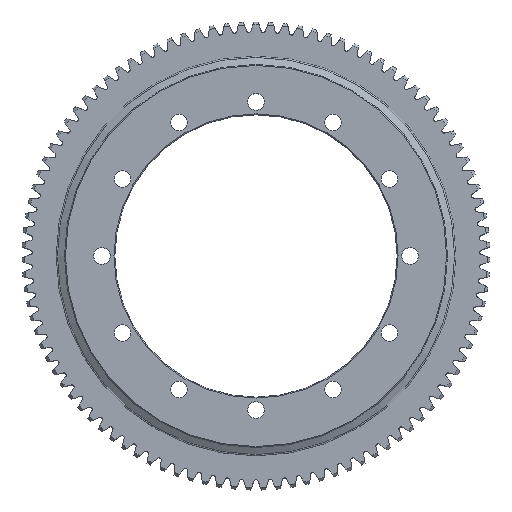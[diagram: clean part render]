
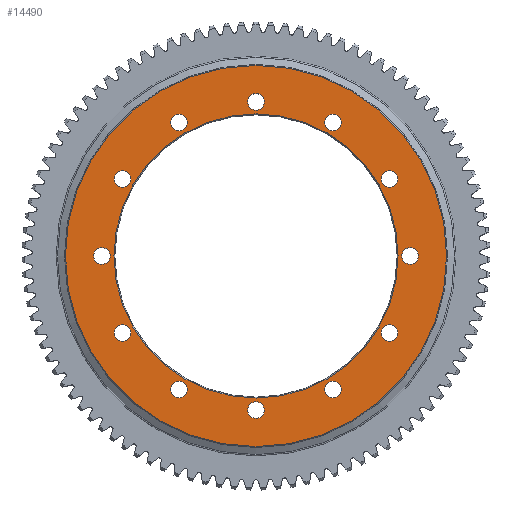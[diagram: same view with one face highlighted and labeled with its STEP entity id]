
A CAD part, top view. The second image highlights one B-rep face of the part: STEP entity #14490.
In plain terms, the highlighted planar face has unit normal (0, 0, 1).
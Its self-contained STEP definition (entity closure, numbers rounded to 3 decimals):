
#12 = DIRECTION ( 'NONE',  ( -1., 0., 0. ) ) ;
#308 = DIRECTION ( 'NONE',  ( -1., 0., 0. ) ) ;
#907 = DIRECTION ( 'NONE',  ( -1., 0., 0. ) ) ;
#969 = CIRCLE ( 'NONE', #31465, 205.25 ) ;
#1013 = EDGE_CURVE ( 'NONE', #37226, #37226, #969, .T. ) ;
#1029 = EDGE_LOOP ( 'NONE', ( #18998 ) ) ;
#1255 = FACE_BOUND ( 'NONE', #9754, .T. ) ;
#2143 = VERTEX_POINT ( 'NONE', #4170 ) ;
#2190 = VERTEX_POINT ( 'NONE', #4571 ) ;
#2210 = FACE_BOUND ( 'NONE', #20252, .T. ) ;
#2312 = DIRECTION ( 'NONE',  ( -1., 0., 0. ) ) ;
#2517 = EDGE_LOOP ( 'NONE', ( #34321 ) ) ;
#2524 = CARTESIAN_POINT ( 'NONE',  ( -152.76, 83., 28. ) ) ;
#2846 = CARTESIAN_POINT ( 'NONE',  ( 143.76, -83., 28. ) ) ;
#3358 = ORIENTED_EDGE ( 'NONE', *, *, #39147, .T. ) ;
#3410 = AXIS2_PLACEMENT_3D ( 'NONE', #4398, #29039, #13498 ) ;
#3540 = AXIS2_PLACEMENT_3D ( 'NONE', #4376, #4235, #29154 ) ;
#3627 = CARTESIAN_POINT ( 'NONE',  ( -166., 0., 28. ) ) ;
#3678 = CIRCLE ( 'NONE', #3410, 9. ) ;
#3922 = ORIENTED_EDGE ( 'NONE', *, *, #14851, .T. ) ;
#3991 = EDGE_CURVE ( 'NONE', #32873, #32873, #10997, .T. ) ;
#4170 = CARTESIAN_POINT ( 'NONE',  ( -9., 166., 28. ) ) ;
#4235 = DIRECTION ( 'NONE',  ( 0., 0., -1. ) ) ;
#4321 = EDGE_CURVE ( 'NONE', #12409, #12409, #5620, .T. ) ;
#4341 = CIRCLE ( 'NONE', #26705, 9. ) ;
#4376 = CARTESIAN_POINT ( 'NONE',  ( -152., 0., 28. ) ) ;
#4398 = CARTESIAN_POINT ( 'NONE',  ( 166., 0., 28. ) ) ;
#4571 = CARTESIAN_POINT ( 'NONE',  ( -92., -143.76, 28. ) ) ;
#4821 = EDGE_LOOP ( 'NONE', ( #30665 ) ) ;
#4969 = DIRECTION ( 'NONE',  ( -1., 0., 0. ) ) ;
#5098 = CARTESIAN_POINT ( 'NONE',  ( 83., 143.76, 28. ) ) ;
#5373 = ORIENTED_EDGE ( 'NONE', *, *, #39576, .T. ) ;
#5472 = CARTESIAN_POINT ( 'NONE',  ( -83., -143.76, 28. ) ) ;
#5620 = CIRCLE ( 'NONE', #23970, 9. ) ;
#5641 = CARTESIAN_POINT ( 'NONE',  ( -83., 143.76, 28. ) ) ;
#6324 = DIRECTION ( 'NONE',  ( 0., 0., 1. ) ) ;
#6473 = CARTESIAN_POINT ( 'NONE',  ( 74., 143.76, 28. ) ) ;
#9222 = EDGE_LOOP ( 'NONE', ( #18974 ) ) ;
#9474 = CARTESIAN_POINT ( 'NONE',  ( 134.76, 83., 28. ) ) ;
#9527 = FACE_BOUND ( 'NONE', #19235, .T. ) ;
#9754 = EDGE_LOOP ( 'NONE', ( #39185 ) ) ;
#10028 = ORIENTED_EDGE ( 'NONE', *, *, #23174, .T. ) ;
#10968 = CARTESIAN_POINT ( 'NONE',  ( -152.76, -83., 28. ) ) ;
#10997 = CIRCLE ( 'NONE', #25821, 9. ) ;
#11036 = EDGE_CURVE ( 'NONE', #34274, #34274, #4341, .T. ) ;
#11567 = DIRECTION ( 'NONE',  ( -1., 0., 0. ) ) ;
#11885 = EDGE_LOOP ( 'NONE', ( #3922 ) ) ;
#11944 = FACE_OUTER_BOUND ( 'NONE', #2517, .T. ) ;
#12284 = CARTESIAN_POINT ( 'NONE',  ( -205.25, 0., 28. ) ) ;
#12400 = CIRCLE ( 'NONE', #31449, 9. ) ;
#12409 = VERTEX_POINT ( 'NONE', #2524 ) ;
#12430 = EDGE_CURVE ( 'NONE', #20653, #20653, #18873, .T. ) ;
#12654 = EDGE_LOOP ( 'NONE', ( #5373 ) ) ;
#12712 = DIRECTION ( 'NONE',  ( -1., 0., 0. ) ) ;
#12737 = CARTESIAN_POINT ( 'NONE',  ( -175., 0., 28. ) ) ;
#12917 = FACE_BOUND ( 'NONE', #24785, .T. ) ;
#13216 = CARTESIAN_POINT ( 'NONE',  ( 143.76, 83., 28. ) ) ;
#13343 = DIRECTION ( 'NONE',  ( -1., 0., 0. ) ) ;
#13479 = PLANE ( 'NONE',  #3540 ) ;
#13498 = DIRECTION ( 'NONE',  ( -1., 0., 0. ) ) ;
#13866 = VERTEX_POINT ( 'NONE', #29361 ) ;
#13932 = DIRECTION ( 'NONE',  ( 0., 0., -1. ) ) ;
#14309 = AXIS2_PLACEMENT_3D ( 'NONE', #36176, #20666, #11567 ) ;
#14490 = ADVANCED_FACE ( 'NONE', ( #34817, #35784, #27545, #20210, #19232, #2210, #18254, #25589, #12917, #1255, #15846, #17777, #11944, #9527 ), #13479, .F. ) ;
#14851 = EDGE_CURVE ( 'NONE', #27022, #27022, #12400, .T. ) ;
#14858 = VERTEX_POINT ( 'NONE', #32460 ) ;
#15846 = FACE_BOUND ( 'NONE', #4821, .T. ) ;
#16718 = CARTESIAN_POINT ( 'NONE',  ( -143.76, 83., 28. ) ) ;
#17777 = FACE_BOUND ( 'NONE', #38533, .T. ) ;
#18254 = FACE_BOUND ( 'NONE', #28150, .T. ) ;
#18262 = DIRECTION ( 'NONE',  ( 0., 0., -1. ) ) ;
#18264 = CIRCLE ( 'NONE', #14309, 9. ) ;
#18599 = CARTESIAN_POINT ( 'NONE',  ( 0., 0., 28. ) ) ;
#18841 = ORIENTED_EDGE ( 'NONE', *, *, #11036, .T. ) ;
#18873 = CIRCLE ( 'NONE', #26451, 153. ) ;
#18974 = ORIENTED_EDGE ( 'NONE', *, *, #37646, .T. ) ;
#18998 = ORIENTED_EDGE ( 'NONE', *, *, #3991, .T. ) ;
#19232 = FACE_BOUND ( 'NONE', #11885, .T. ) ;
#19235 = EDGE_LOOP ( 'NONE', ( #37875 ) ) ;
#19994 = DIRECTION ( 'NONE',  ( 0., 0., -1. ) ) ;
#20210 = FACE_BOUND ( 'NONE', #1029, .T. ) ;
#20252 = EDGE_LOOP ( 'NONE', ( #27972 ) ) ;
#20653 = VERTEX_POINT ( 'NONE', #31248 ) ;
#20666 = DIRECTION ( 'NONE',  ( 0., 0., -1. ) ) ;
#21110 = DIRECTION ( 'NONE',  ( 0., 0., -1. ) ) ;
#21115 = AXIS2_PLACEMENT_3D ( 'NONE', #3627, #25548, #907 ) ;
#21133 = VERTEX_POINT ( 'NONE', #10968 ) ;
#21459 = CARTESIAN_POINT ( 'NONE',  ( 134.76, -83., 28. ) ) ;
#23174 = EDGE_CURVE ( 'NONE', #2143, #2143, #18264, .T. ) ;
#23970 = AXIS2_PLACEMENT_3D ( 'NONE', #16718, #19994, #13343 ) ;
#24066 = CIRCLE ( 'NONE', #21115, 9. ) ;
#24630 = DIRECTION ( 'NONE',  ( -1., 0., 0. ) ) ;
#24785 = EDGE_LOOP ( 'NONE', ( #33535 ) ) ;
#25107 = CARTESIAN_POINT ( 'NONE',  ( 0., 0., 28. ) ) ;
#25418 = EDGE_CURVE ( 'NONE', #26035, #26035, #35682, .T. ) ;
#25548 = DIRECTION ( 'NONE',  ( 0., 0., -1. ) ) ;
#25589 = FACE_BOUND ( 'NONE', #9222, .T. ) ;
#25821 = AXIS2_PLACEMENT_3D ( 'NONE', #2846, #21110, #33346 ) ;
#26035 = VERTEX_POINT ( 'NONE', #6473 ) ;
#26079 = VERTEX_POINT ( 'NONE', #29754 ) ;
#26171 = CARTESIAN_POINT ( 'NONE',  ( -143.76, -83., 28. ) ) ;
#26451 = AXIS2_PLACEMENT_3D ( 'NONE', #18599, #28161, #24630 ) ;
#26705 = AXIS2_PLACEMENT_3D ( 'NONE', #13216, #34972, #31453 ) ;
#26983 = AXIS2_PLACEMENT_3D ( 'NONE', #5641, #18262, #27422 ) ;
#27022 = VERTEX_POINT ( 'NONE', #35313 ) ;
#27177 = AXIS2_PLACEMENT_3D ( 'NONE', #5472, #39589, #2312 ) ;
#27422 = DIRECTION ( 'NONE',  ( -1., 0., 0. ) ) ;
#27545 = FACE_BOUND ( 'NONE', #12654, .T. ) ;
#27657 = CIRCLE ( 'NONE', #37355, 9. ) ;
#27972 = ORIENTED_EDGE ( 'NONE', *, *, #36715, .T. ) ;
#28015 = CARTESIAN_POINT ( 'NONE',  ( 83., -143.76, 28. ) ) ;
#28150 = EDGE_LOOP ( 'NONE', ( #3358 ) ) ;
#28161 = DIRECTION ( 'NONE',  ( 0., 0., -1. ) ) ;
#28203 = CARTESIAN_POINT ( 'NONE',  ( 0., -166., 28. ) ) ;
#29039 = DIRECTION ( 'NONE',  ( 0., 0., -1. ) ) ;
#29154 = DIRECTION ( 'NONE',  ( -1., 0., 0. ) ) ;
#29361 = CARTESIAN_POINT ( 'NONE',  ( 157., 0., 28. ) ) ;
#29754 = CARTESIAN_POINT ( 'NONE',  ( -92., 143.76, 28. ) ) ;
#30665 = ORIENTED_EDGE ( 'NONE', *, *, #37399, .T. ) ;
#31248 = CARTESIAN_POINT ( 'NONE',  ( -153., 0., 28. ) ) ;
#31449 = AXIS2_PLACEMENT_3D ( 'NONE', #28015, #34117, #12 ) ;
#31453 = DIRECTION ( 'NONE',  ( -1., 0., 0. ) ) ;
#31465 = AXIS2_PLACEMENT_3D ( 'NONE', #25107, #6324, #12712 ) ;
#31635 = EDGE_CURVE ( 'NONE', #40127, #40127, #24066, .T. ) ;
#32018 = DIRECTION ( 'NONE',  ( 0., 0., -1. ) ) ;
#32067 = CIRCLE ( 'NONE', #38389, 9. ) ;
#32460 = CARTESIAN_POINT ( 'NONE',  ( -9., -166., 28. ) ) ;
#32473 = CIRCLE ( 'NONE', #26983, 9. ) ;
#32873 = VERTEX_POINT ( 'NONE', #21459 ) ;
#33346 = DIRECTION ( 'NONE',  ( -1., 0., 0. ) ) ;
#33535 = ORIENTED_EDGE ( 'NONE', *, *, #31635, .T. ) ;
#34117 = DIRECTION ( 'NONE',  ( 0., 0., -1. ) ) ;
#34262 = EDGE_LOOP ( 'NONE', ( #18841 ) ) ;
#34274 = VERTEX_POINT ( 'NONE', #9474 ) ;
#34321 = ORIENTED_EDGE ( 'NONE', *, *, #1013, .T. ) ;
#34570 = DIRECTION ( 'NONE',  ( 0., 0., -1. ) ) ;
#34817 = FACE_BOUND ( 'NONE', #38517, .T. ) ;
#34843 = CIRCLE ( 'NONE', #27177, 9. ) ;
#34972 = DIRECTION ( 'NONE',  ( 0., 0., -1. ) ) ;
#35313 = CARTESIAN_POINT ( 'NONE',  ( 74., -143.76, 28. ) ) ;
#35454 = AXIS2_PLACEMENT_3D ( 'NONE', #5098, #13932, #4969 ) ;
#35682 = CIRCLE ( 'NONE', #35454, 9. ) ;
#35784 = FACE_BOUND ( 'NONE', #34262, .T. ) ;
#36176 = CARTESIAN_POINT ( 'NONE',  ( 0., 166., 28. ) ) ;
#36715 = EDGE_CURVE ( 'NONE', #14858, #14858, #32067, .T. ) ;
#37226 = VERTEX_POINT ( 'NONE', #12284 ) ;
#37355 = AXIS2_PLACEMENT_3D ( 'NONE', #26171, #32018, #38111 ) ;
#37399 = EDGE_CURVE ( 'NONE', #26079, #26079, #32473, .T. ) ;
#37646 = EDGE_CURVE ( 'NONE', #21133, #21133, #27657, .T. ) ;
#37875 = ORIENTED_EDGE ( 'NONE', *, *, #12430, .T. ) ;
#38111 = DIRECTION ( 'NONE',  ( -1., 0., 0. ) ) ;
#38171 = ORIENTED_EDGE ( 'NONE', *, *, #25418, .T. ) ;
#38389 = AXIS2_PLACEMENT_3D ( 'NONE', #28203, #34570, #308 ) ;
#38517 = EDGE_LOOP ( 'NONE', ( #38171 ) ) ;
#38533 = EDGE_LOOP ( 'NONE', ( #10028 ) ) ;
#39147 = EDGE_CURVE ( 'NONE', #2190, #2190, #34843, .T. ) ;
#39185 = ORIENTED_EDGE ( 'NONE', *, *, #4321, .T. ) ;
#39576 = EDGE_CURVE ( 'NONE', #13866, #13866, #3678, .T. ) ;
#39589 = DIRECTION ( 'NONE',  ( 0., 0., -1. ) ) ;
#40127 = VERTEX_POINT ( 'NONE', #12737 ) ;
